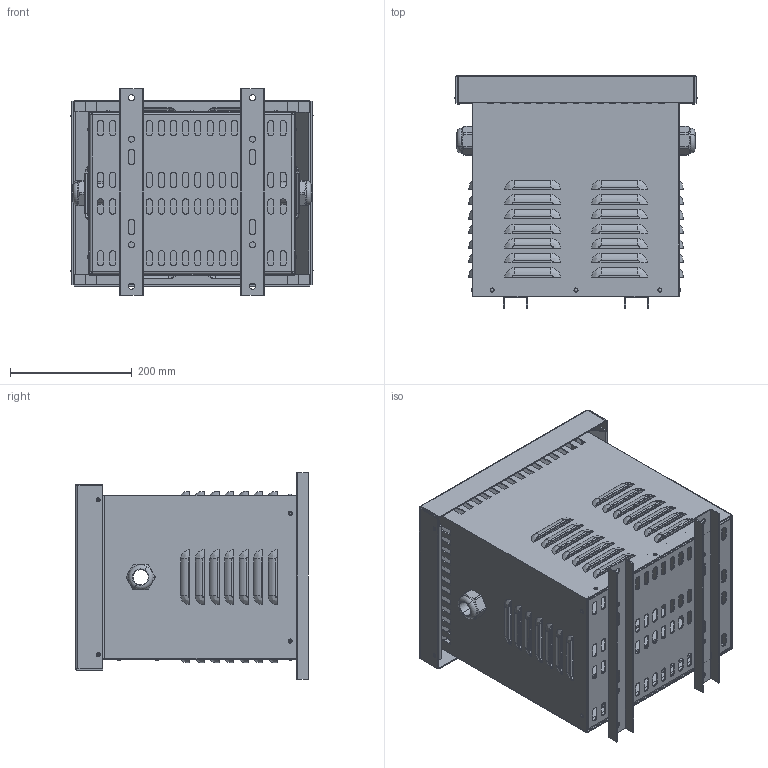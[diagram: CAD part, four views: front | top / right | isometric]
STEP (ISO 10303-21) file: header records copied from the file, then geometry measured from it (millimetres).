
FILE_DESCRIPTION(/* description */ (''),/* implementation_level */ '2;1');
FILE_NAME(/* name */ 'TNQ02503203.stp',/* time_stamp */ '2023-11-28T12:01:21+01:00',/* author */ ('velazquez'),/* organization */ (''),/* preprocessor_version */ 'ST-DEVELOPER v19.2',/* originating_system */ 'Autodesk Inventor 2023',/* authorisation */ '');
FILE_SCHEMA (('AUTOMOTIVE_DESIGN { 1 0 10303 214 3 1 1 }'));
Length unit declared in the file: millimetre
Products named in the file (8): TNQ02503203; BASE CAJA RC80 GRIS; caja gris; PATA CAJA RC80 GRIS; TAPA SUPERIOR CAJA RC80 GRIS; 1411146; PLACA CARACTERISTICAS; IFI 521 - 41, TPHSSPMBR
Assembly tree (26 placements, depth 2):
  TNQ02503203
    BASE CAJA RC80 GRIS
    caja gris
    PATA CAJA RC80 GRIS  x2
    TAPA SUPERIOR CAJA RC80 GRIS
    1411146  x2
    PLACA CARACTERISTICAS
    IFI 521 - 41, TPHSSPMBR  x18
Bounding box: 398.35 x 383.01 x 340 mm (x, y, z)
Volume: 1889355.9 mm3; surface area: 1665308.8 mm2
Topology: 26 solids, 26 shells, 1650 faces, 4425 edges, 2787 vertices
Faces by surface type: plane 874, cylinder 546, bspline 186, torus 22, sphere 18, cone 4
Full cylindrical faces by diameter (mm): 2.3 x8, 3.2 x18, 3.4 x4, 4 x4, 4.2 x20, 10 x12, 37.8 x2
Entity records: 47934 total; most frequent: CARTESIAN_POINT 9519, ORIENTED_EDGE 7926, DIRECTION 7902, EDGE_CURVE 3963, AXIS2_PLACEMENT_3D 2640, LINE 2622, VECTOR 2622, VERTEX_POINT 2534
